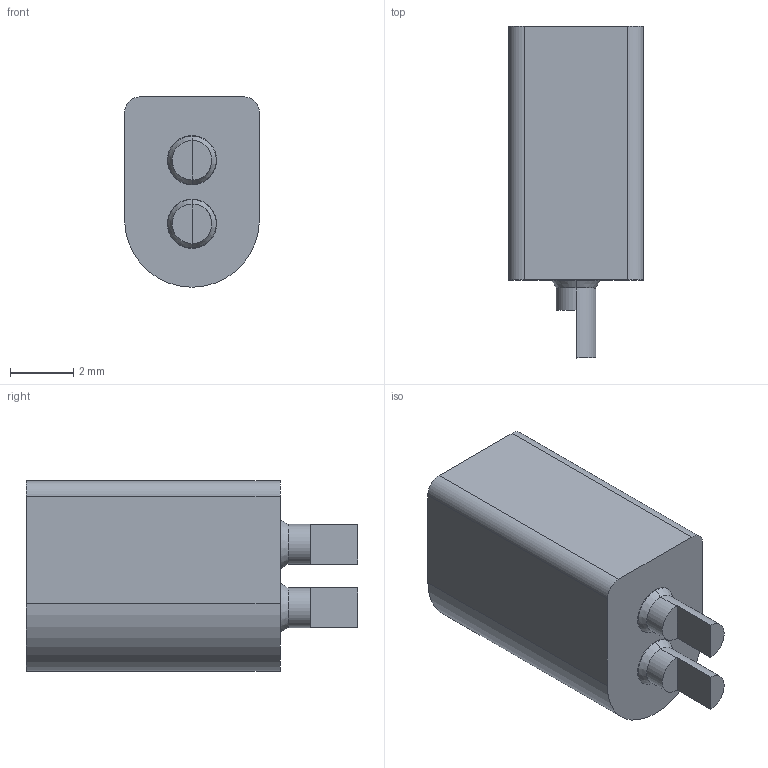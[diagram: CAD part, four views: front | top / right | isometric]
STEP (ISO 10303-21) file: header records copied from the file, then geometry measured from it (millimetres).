
FILE_DESCRIPTION (( 'STEP AP214' ), '1' );
FILE_NAME ('BT2_0_Connector_Male.STEP', '2020-07-03T14:29:09', ( '' ), ( '' ), 'SwSTEP 2.0', 'SolidWorks 2018', '' );
FILE_SCHEMA (( 'AUTOMOTIVE_DESIGN' ));
Length unit declared in the file: centimetre
Products named in the file (3): BT2_0 (Housing); BT2_0 (Pin); BT2_0_Connector_Male
Assembly tree (3 placements, depth 2):
  BT2_0_Connector_Male
    BT2_0 (Housing)
    BT2_0 (Pin)  x2
Bounding box: 4.25 x 10.45 x 6 mm (x, y, z)
Volume: 129 mm3; surface area: 360.3 mm2
Topology: 3 solids, 3 shells, 60 faces, 137 edges, 84 vertices
Faces by surface type: cylinder 29, plane 19, cone 8, sphere 4
Entity records: 1237 total; most frequent: DIRECTION 223, CARTESIAN_POINT 191, ORIENTED_EDGE 178, AXIS2_PLACEMENT_3D 89, EDGE_CURVE 89, VERTEX_POINT 57, EDGE_LOOP 46, LINE 45
